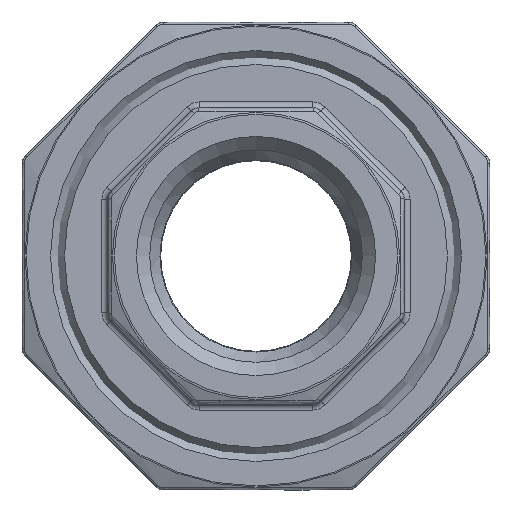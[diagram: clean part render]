
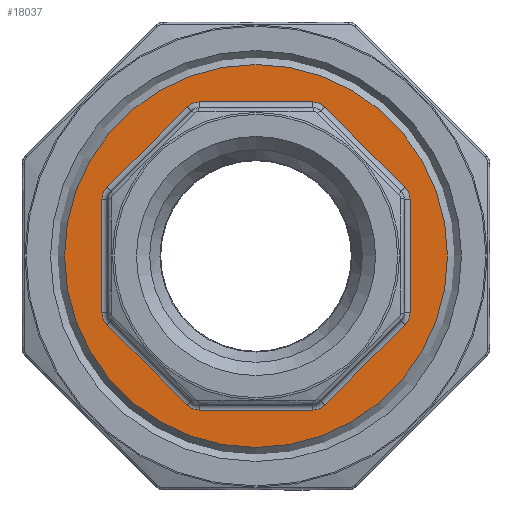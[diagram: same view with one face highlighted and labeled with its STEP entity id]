
A CAD part, left-side view. The second image highlights one B-rep face of the part: STEP entity #18037.
In plain terms, the highlighted planar face has unit normal (-1, 0, 0).
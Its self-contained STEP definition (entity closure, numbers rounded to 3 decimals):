
#17 = ORIENTED_EDGE ( 'NONE', *, *, #1923, .T. ) ;
#204 = CIRCLE ( 'NONE', #10762, 1.5 ) ;
#251 = CARTESIAN_POINT ( 'NONE',  ( -9.5, 6.031, -13.061 ) ) ;
#511 = DIRECTION ( 'NONE',  ( 0., -1., 0. ) ) ;
#585 = CARTESIAN_POINT ( 'NONE',  ( -9.5, 12., 4.971 ) ) ;
#679 = EDGE_CURVE ( 'NONE', #11496, #3782, #13608, .T. ) ;
#934 = AXIS2_PLACEMENT_3D ( 'NONE', #3164, #7566, #13300 ) ;
#1002 = CARTESIAN_POINT ( 'NONE',  ( -9.5, 16.775, 0. ) ) ;
#1207 = DIRECTION ( 'NONE',  ( -1., 0., 0. ) ) ;
#1385 = ORIENTED_EDGE ( 'NONE', *, *, #16616, .T. ) ;
#1565 = DIRECTION ( 'NONE',  ( 0., 0.707, -0.707 ) ) ;
#1803 = VERTEX_POINT ( 'NONE', #3717 ) ;
#1913 = CARTESIAN_POINT ( 'NONE',  ( -9.5, 17.933, -1.158 ) ) ;
#1923 = EDGE_CURVE ( 'NONE', #8818, #1803, #7842, .T. ) ;
#1956 = CARTESIAN_POINT ( 'NONE',  ( -9.5, -12., -4.971 ) ) ;
#2168 = CARTESIAN_POINT ( 'NONE',  ( -9.5, 13.5, 4.971 ) ) ;
#2215 = EDGE_CURVE ( 'NONE', #12872, #8818, #10126, .T. ) ;
#2228 = EDGE_CURVE ( 'NONE', #11865, #6732, #2813, .T. ) ;
#2425 = ORIENTED_EDGE ( 'NONE', *, *, #12692, .T. ) ;
#2443 = VECTOR ( 'NONE', #1565, 1000. ) ;
#2544 = DIRECTION ( 'NONE',  ( 0., -1., 0. ) ) ;
#2813 = LINE ( 'NONE', #3007, #9631 ) ;
#2905 = CARTESIAN_POINT ( 'NONE',  ( -9.5, 4.971, 13.5 ) ) ;
#3007 = CARTESIAN_POINT ( 'NONE',  ( -9.5, 16.775, 13.5 ) ) ;
#3050 = CARTESIAN_POINT ( 'NONE',  ( -9.5, -4.971, 13.5 ) ) ;
#3164 = CARTESIAN_POINT ( 'NONE',  ( -9.5, -4.971, 12. ) ) ;
#3288 = CARTESIAN_POINT ( 'NONE',  ( -9.5, -1.158, 17.933 ) ) ;
#3431 = DIRECTION ( 'NONE',  ( 1., 0., 0. ) ) ;
#3466 = CARTESIAN_POINT ( 'NONE',  ( -9.5, -6.031, -13.061 ) ) ;
#3717 = CARTESIAN_POINT ( 'NONE',  ( -9.5, -4.971, -13.5 ) ) ;
#3782 = VERTEX_POINT ( 'NONE', #11374 ) ;
#3839 = EDGE_CURVE ( 'NONE', #7960, #10959, #15857, .T. ) ;
#4052 = CARTESIAN_POINT ( 'NONE',  ( -9.5, 13.061, -6.031 ) ) ;
#4165 = EDGE_CURVE ( 'NONE', #6732, #7960, #9068, .T. ) ;
#4271 = ORIENTED_EDGE ( 'NONE', *, *, #8421, .T. ) ;
#4565 = ORIENTED_EDGE ( 'NONE', *, *, #16388, .T. ) ;
#4916 = CIRCLE ( 'NONE', #7325, 1.5 ) ;
#5094 = AXIS2_PLACEMENT_3D ( 'NONE', #8209, #12097, #12545 ) ;
#5109 = VECTOR ( 'NONE', #11699, 1000. ) ;
#5147 = EDGE_CURVE ( 'NONE', #15744, #6887, #7304, .T. ) ;
#5155 = CIRCLE ( 'NONE', #9375, 1.5 ) ;
#5216 = EDGE_CURVE ( 'NONE', #10959, #7113, #5382, .T. ) ;
#5322 = DIRECTION ( 'NONE',  ( 0., -1., 0. ) ) ;
#5382 = CIRCLE ( 'NONE', #5094, 1.5 ) ;
#5396 = VECTOR ( 'NONE', #6752, 1000. ) ;
#5607 = CARTESIAN_POINT ( 'NONE',  ( -9.5, -13.061, -6.031 ) ) ;
#5646 = PLANE ( 'NONE',  #18566 ) ;
#5650 = CARTESIAN_POINT ( 'NONE',  ( -9.5, 16.775, 0. ) ) ;
#6018 = DIRECTION ( 'NONE',  ( 0., -1., 0. ) ) ;
#6285 = VECTOR ( 'NONE', #13800, 1000. ) ;
#6732 = VERTEX_POINT ( 'NONE', #3050 ) ;
#6739 = DIRECTION ( 'NONE',  ( 1., 0., 0. ) ) ;
#6752 = DIRECTION ( 'NONE',  ( 0., 1., 0. ) ) ;
#6887 = VERTEX_POINT ( 'NONE', #2168 ) ;
#7113 = VERTEX_POINT ( 'NONE', #11433 ) ;
#7167 = EDGE_CURVE ( 'NONE', #11092, #11092, #11002, .T. ) ;
#7228 = DIRECTION ( 'NONE',  ( 1., 0., 0. ) ) ;
#7233 = DIRECTION ( 'NONE',  ( 0., -0.707, -0.707 ) ) ;
#7304 = LINE ( 'NONE', #13058, #14680 ) ;
#7308 = DIRECTION ( 'NONE',  ( 0., -1., 0. ) ) ;
#7325 = AXIS2_PLACEMENT_3D ( 'NONE', #16039, #7228, #11816 ) ;
#7472 = DIRECTION ( 'NONE',  ( 0., 0.707, 0.707 ) ) ;
#7566 = DIRECTION ( 'NONE',  ( 1., 0., 0. ) ) ;
#7837 = DIRECTION ( 'NONE',  ( 0., 1., 0. ) ) ;
#7842 = CIRCLE ( 'NONE', #9043, 1.5 ) ;
#7854 = EDGE_CURVE ( 'NONE', #6887, #11496, #13729, .T. ) ;
#7960 = VERTEX_POINT ( 'NONE', #10272 ) ;
#8209 = CARTESIAN_POINT ( 'NONE',  ( -9.5, -12., 4.971 ) ) ;
#8421 = EDGE_CURVE ( 'NONE', #10932, #15744, #204, .T. ) ;
#8453 = ORIENTED_EDGE ( 'NONE', *, *, #7167, .F. ) ;
#8616 = AXIS2_PLACEMENT_3D ( 'NONE', #10565, #3431, #7837 ) ;
#8654 = ORIENTED_EDGE ( 'NONE', *, *, #4165, .T. ) ;
#8818 = VERTEX_POINT ( 'NONE', #3466 ) ;
#8883 = CARTESIAN_POINT ( 'NONE',  ( -9.5, 4.971, -13.5 ) ) ;
#8893 = EDGE_CURVE ( 'NONE', #12081, #9602, #5155, .T. ) ;
#8993 = VECTOR ( 'NONE', #7472, 1000. ) ;
#9028 = DIRECTION ( 'NONE',  ( 1., 0., 0. ) ) ;
#9043 = AXIS2_PLACEMENT_3D ( 'NONE', #17628, #9028, #6018 ) ;
#9068 = CIRCLE ( 'NONE', #934, 1.5 ) ;
#9159 = ORIENTED_EDGE ( 'NONE', *, *, #7854, .T. ) ;
#9375 = AXIS2_PLACEMENT_3D ( 'NONE', #13872, #6739, #5322 ) ;
#9602 = VERTEX_POINT ( 'NONE', #251 ) ;
#9631 = VECTOR ( 'NONE', #7308, 1000. ) ;
#9664 = ORIENTED_EDGE ( 'NONE', *, *, #3839, .T. ) ;
#9785 = ORIENTED_EDGE ( 'NONE', *, *, #5147, .T. ) ;
#9953 = CARTESIAN_POINT ( 'NONE',  ( -9.5, -1.158, -17.933 ) ) ;
#10089 = VECTOR ( 'NONE', #7233, 1000. ) ;
#10104 = CARTESIAN_POINT ( 'NONE',  ( -9.5, 16.775, -13.5 ) ) ;
#10126 = LINE ( 'NONE', #9953, #2443 ) ;
#10272 = CARTESIAN_POINT ( 'NONE',  ( -9.5, -6.031, 13.061 ) ) ;
#10296 = LINE ( 'NONE', #11881, #5109 ) ;
#10473 = LINE ( 'NONE', #1913, #8993 ) ;
#10477 = ORIENTED_EDGE ( 'NONE', *, *, #5216, .T. ) ;
#10565 = CARTESIAN_POINT ( 'NONE',  ( -9.5, 0., 0. ) ) ;
#10762 = AXIS2_PLACEMENT_3D ( 'NONE', #12319, #13884, #15289 ) ;
#10801 = DIRECTION ( 'NONE',  ( 1., 0., 0. ) ) ;
#10905 = CARTESIAN_POINT ( 'NONE',  ( -9.5, 13.061, 6.031 ) ) ;
#10932 = VERTEX_POINT ( 'NONE', #4052 ) ;
#10959 = VERTEX_POINT ( 'NONE', #15868 ) ;
#10984 = FACE_OUTER_BOUND ( 'NONE', #13269, .T. ) ;
#11002 = CIRCLE ( 'NONE', #8616, 16.775 ) ;
#11072 = ORIENTED_EDGE ( 'NONE', *, *, #2228, .T. ) ;
#11092 = VERTEX_POINT ( 'NONE', #5650 ) ;
#11374 = CARTESIAN_POINT ( 'NONE',  ( -9.5, 6.031, 13.061 ) ) ;
#11433 = CARTESIAN_POINT ( 'NONE',  ( -9.5, -13.5, 4.971 ) ) ;
#11496 = VERTEX_POINT ( 'NONE', #10905 ) ;
#11615 = DIRECTION ( 'NONE',  ( 0., 0., 1. ) ) ;
#11699 = DIRECTION ( 'NONE',  ( 0., 0., -1. ) ) ;
#11816 = DIRECTION ( 'NONE',  ( 0., -1., 0. ) ) ;
#11865 = VERTEX_POINT ( 'NONE', #2905 ) ;
#11881 = CARTESIAN_POINT ( 'NONE',  ( -9.5, -13.5, 0. ) ) ;
#12081 = VERTEX_POINT ( 'NONE', #8883 ) ;
#12097 = DIRECTION ( 'NONE',  ( 1., 0., 0. ) ) ;
#12216 = EDGE_CURVE ( 'NONE', #9602, #10932, #10473, .T. ) ;
#12319 = CARTESIAN_POINT ( 'NONE',  ( -9.5, 12., -4.971 ) ) ;
#12326 = CARTESIAN_POINT ( 'NONE',  ( -9.5, 17.933, 1.158 ) ) ;
#12545 = DIRECTION ( 'NONE',  ( 0., -1., 0. ) ) ;
#12692 = EDGE_CURVE ( 'NONE', #3782, #11865, #4916, .T. ) ;
#12872 = VERTEX_POINT ( 'NONE', #5607 ) ;
#12954 = CARTESIAN_POINT ( 'NONE',  ( -9.5, 13.5, -4.971 ) ) ;
#13058 = CARTESIAN_POINT ( 'NONE',  ( -9.5, 13.5, 0. ) ) ;
#13220 = AXIS2_PLACEMENT_3D ( 'NONE', #1956, #10801, #511 ) ;
#13269 = EDGE_LOOP ( 'NONE', ( #8453 ) ) ;
#13285 = ORIENTED_EDGE ( 'NONE', *, *, #8893, .T. ) ;
#13300 = DIRECTION ( 'NONE',  ( 0., -1., 0. ) ) ;
#13494 = CIRCLE ( 'NONE', #13220, 1.5 ) ;
#13608 = LINE ( 'NONE', #12326, #6285 ) ;
#13729 = CIRCLE ( 'NONE', #17313, 1.5 ) ;
#13800 = DIRECTION ( 'NONE',  ( 0., -0.707, 0.707 ) ) ;
#13872 = CARTESIAN_POINT ( 'NONE',  ( -9.5, 4.971, -12. ) ) ;
#13881 = LINE ( 'NONE', #10104, #5396 ) ;
#13884 = DIRECTION ( 'NONE',  ( 1., 0., 0. ) ) ;
#14254 = ORIENTED_EDGE ( 'NONE', *, *, #679, .T. ) ;
#14680 = VECTOR ( 'NONE', #11615, 1000. ) ;
#15156 = DIRECTION ( 'NONE',  ( 1., 0., 0. ) ) ;
#15289 = DIRECTION ( 'NONE',  ( 0., -1., 0. ) ) ;
#15430 = ORIENTED_EDGE ( 'NONE', *, *, #2215, .T. ) ;
#15744 = VERTEX_POINT ( 'NONE', #12954 ) ;
#15857 = LINE ( 'NONE', #3288, #10089 ) ;
#15868 = CARTESIAN_POINT ( 'NONE',  ( -9.5, -13.061, 6.031 ) ) ;
#16039 = CARTESIAN_POINT ( 'NONE',  ( -9.5, 4.971, 12. ) ) ;
#16144 = ORIENTED_EDGE ( 'NONE', *, *, #12216, .T. ) ;
#16388 = EDGE_CURVE ( 'NONE', #17138, #12872, #13494, .T. ) ;
#16445 = EDGE_CURVE ( 'NONE', #1803, #12081, #13881, .T. ) ;
#16583 = DIRECTION ( 'NONE',  ( 0., -1., 0. ) ) ;
#16616 = EDGE_CURVE ( 'NONE', #7113, #17138, #10296, .T. ) ;
#17138 = VERTEX_POINT ( 'NONE', #17243 ) ;
#17243 = CARTESIAN_POINT ( 'NONE',  ( -9.5, -13.5, -4.971 ) ) ;
#17313 = AXIS2_PLACEMENT_3D ( 'NONE', #585, #15156, #16583 ) ;
#17401 = ORIENTED_EDGE ( 'NONE', *, *, #16445, .T. ) ;
#17628 = CARTESIAN_POINT ( 'NONE',  ( -9.5, -4.971, -12. ) ) ;
#18037 = ADVANCED_FACE ( 'NONE', ( #18287, #10984 ), #5646, .T. ) ;
#18287 = FACE_BOUND ( 'NONE', #18596, .T. ) ;
#18566 = AXIS2_PLACEMENT_3D ( 'NONE', #1002, #1207, #2544 ) ;
#18596 = EDGE_LOOP ( 'NONE', ( #9785, #9159, #14254, #2425, #11072, #8654, #9664, #10477, #1385, #4565, #15430, #17, #17401, #13285, #16144, #4271 ) ) ;
